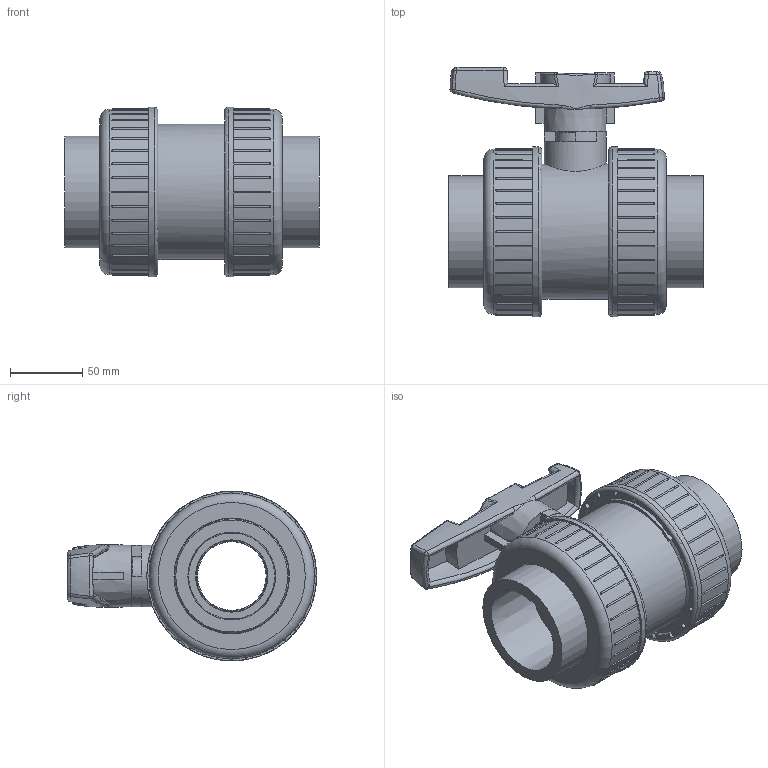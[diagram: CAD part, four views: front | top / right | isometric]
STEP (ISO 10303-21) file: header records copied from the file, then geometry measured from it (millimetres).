
FILE_DESCRIPTION(/* description */ (''),/* implementation_level */ '2;1');
FILE_NAME(/* name */ '63双由令球阀(灰）.stp',/* time_stamp */ '2023-08-05T13:28:52+08:00',/* author */ (''),/* organization */ (''),/* preprocessor_version */ 'ST-DEVELOPER v16',/* originating_system */ 'SIEMENS PLM Software NX 10.0',/* authorisation */ '');
FILE_SCHEMA (('AUTOMOTIVE_DESIGN { 1 0 10303 214 3 1 1 1 }'));
Length unit declared in the file: millimetre
Products named in the file (1): gelv05102A4Cw5hg
Bounding box: 176.03 x 172.41 x 117.44 mm (x, y, z)
Volume: 1018158.9 mm3; surface area: 315053 mm2
Topology: 16 solids, 16 shells, 769 faces, 2197 edges, 1401 vertices
Faces by surface type: plane 351, cylinder 204, sphere 85, bspline 67, torus 53, cone 9
Full cylindrical faces by diameter (mm): 21.239 x4, 26.236 x3, 27.485 x1, 28.735 x2, 31.233 x1, 42.647 x1, 47.475 x1, 48.724 x2, 49.973 x4, 56.47 x3, 57.469 x1, 58.719 x3, 63.216 x3, 63.716 x1, 69.338 x1, 70.138 x3, 74.21 x3, 76.834 x1, 77.459 x2, 79.208 x2, 79.957 x2, 81.207 x1, 82.456 x2, 82.956 x1, 90.452 x2, 93.7 x8, 106.193 x2, 114.314 x2, 117.437 x2
Entity records: 35842 total; most frequent: CARTESIAN_POINT 17961, ORIENTED_EDGE 3724, DIRECTION 3546, EDGE_CURVE 1862, AXIS2_PLACEMENT_3D 1412, VERTEX_POINT 1265, EDGE_LOOP 921, ADVANCED_FACE 760
